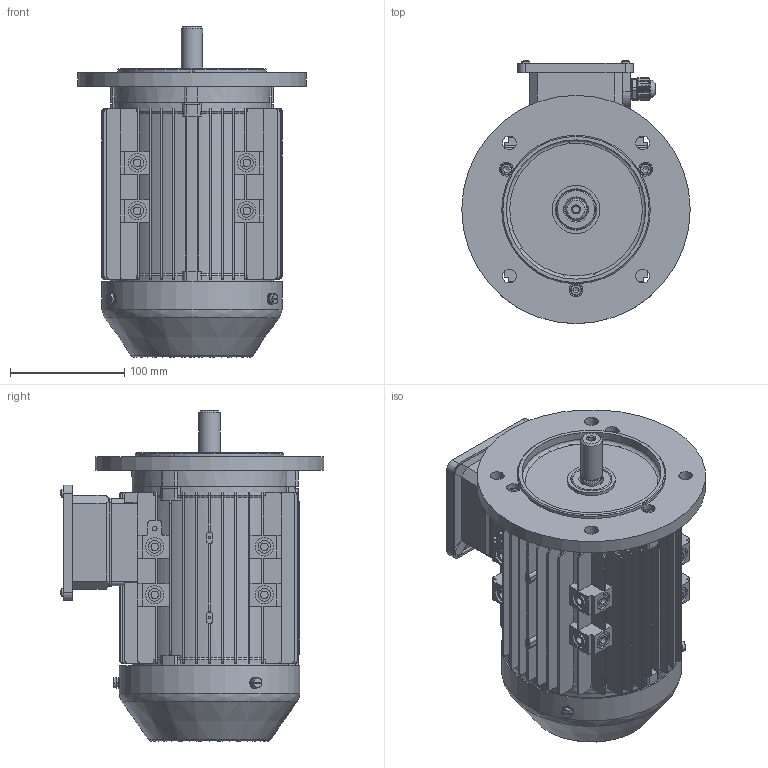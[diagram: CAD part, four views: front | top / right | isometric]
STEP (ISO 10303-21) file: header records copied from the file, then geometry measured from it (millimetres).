
FILE_DESCRIPTION((' '),'2;1');
FILE_NAME( 'JL3-80-B5.stp', '2018-10-10T08:33:54', (' '), ('--- Datakit www.datakit.com---'), ' Datakit CrossCadWare V2018.4 Sep 24 2018', 'DATAKIT 2018 (c)', ' ');
FILE_SCHEMA(('AP242_MANAGED_MODEL_BASED_3D_ENGINEERING_MIM_LF { 1 0 10303 442 1 1 4 }'));
Length unit declared in the file: millimetre
Products named in the file (1): JL3-80-B5
Bounding box: 200 x 230.72 x 288.99 mm (x, y, z)
Volume: 1241217.3 mm3; surface area: 678525.3 mm2
Topology: 39 solids, 39 shells, 2166 faces, 5656 edges, 3653 vertices
Faces by surface type: plane 1028, cylinder 634, revolution 199, cone 164, bspline 119, torus 18, sphere 4
Full cylindrical faces by diameter (mm): 2 x4, 4 x18, 4.48 x4, 5 x4, 5.3 x4, 5.35 x3, 5.8 x4, 6 x7, 6.6 x12, 7 x12, 8 x1, 9.602 x2, 10 x7, 11 x12, 11.463 x2, 12 x10, 16 x14, 18.4 x1, 18.6 x1, 19 x1, 19.2 x2, 19.4 x2, 20 x6, 26 x1, 35 x4, 40 x3, 42 x1, 45 x1, 47 x3, 49.5 x1
Entity records: 291429 total; most frequent: CARTESIAN_POINT 237747, ORIENTED_EDGE 10560, DIRECTION 10236, EDGE_CURVE 5280, AXIS2_PLACEMENT_3D 3703, VERTEX_POINT 3564, EDGE_LOOP 2689, VECTOR 2631
